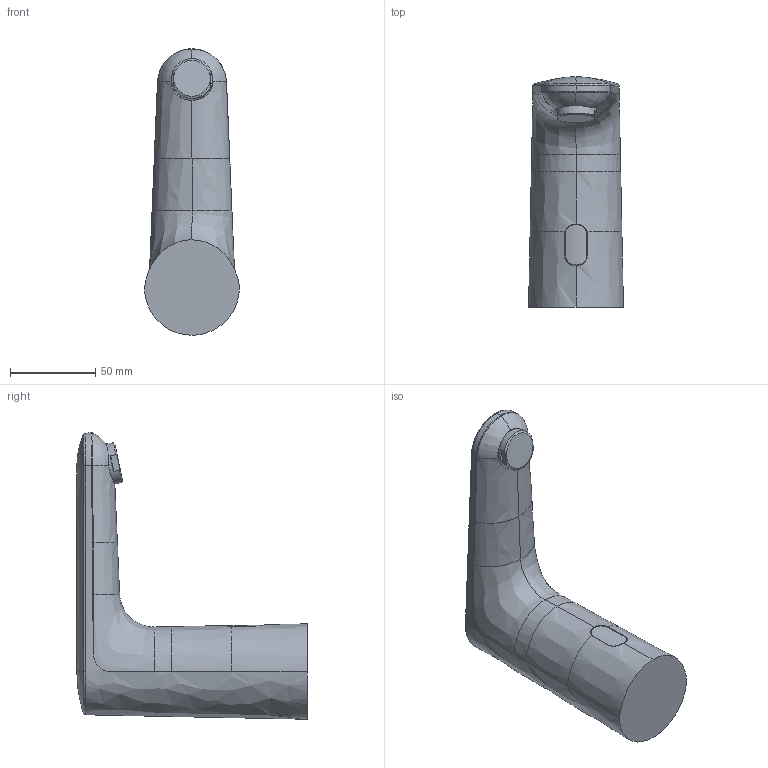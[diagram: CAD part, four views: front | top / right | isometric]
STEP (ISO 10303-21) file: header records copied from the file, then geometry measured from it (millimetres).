
FILE_DESCRIPTION (( 'STEP AP203' ), '1' );
FILE_NAME ('92512009(2023)+92512219(2023).STEP', '2023-04-27T07:51:32', ( '' ), ( '' ), 'SwSTEP 2.0', 'SolidWorks 2016', '' );
FILE_SCHEMA (( 'CONFIG_CONTROL_DESIGN' ));
Length unit declared in the file: millimetre
Products named in the file (1): 92512009(2023)+92512219(2023)
Bounding box: 55.62 x 135 x 167.92 mm (x, y, z)
Volume: 391131.2 mm3; surface area: 38753.2 mm2
Topology: 1 solids, 1 shells, 81 faces, 198 edges, 121 vertices
Faces by surface type: bspline 54, plane 16, cylinder 9, cone 2
Entity records: 22201 total; most frequent: CARTESIAN_POINT 20704, ORIENTED_EDGE 396, EDGE_CURVE 198, B_SPLINE_CURVE_WITH_KNOTS 138, DIRECTION 122, VERTEX_POINT 121, EDGE_LOOP 83, ADVANCED_FACE 81
